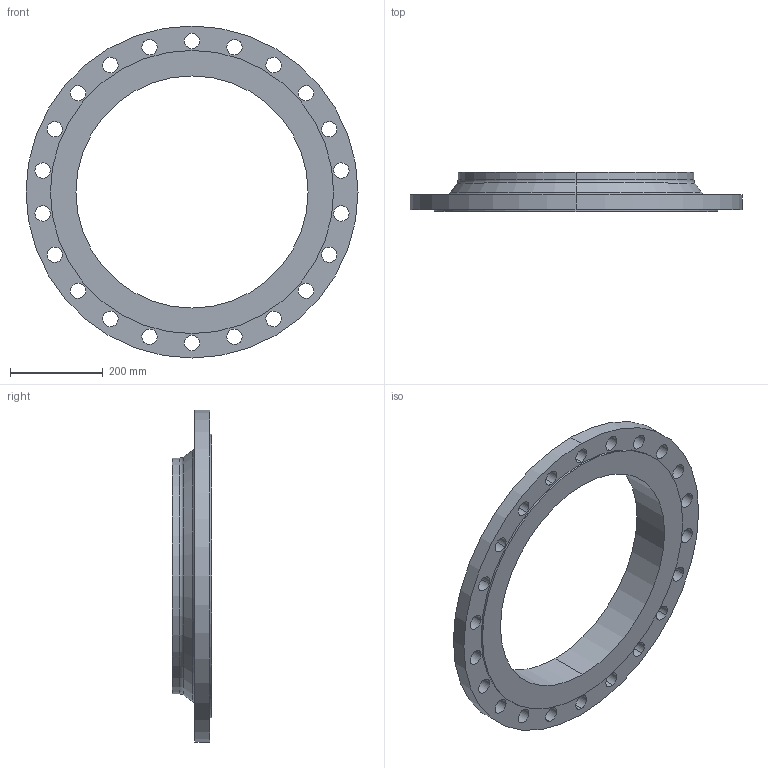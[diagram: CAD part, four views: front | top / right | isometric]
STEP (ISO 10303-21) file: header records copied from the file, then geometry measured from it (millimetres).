
FILE_DESCRIPTION (( 'STEP AP203' ), '1' );
FILE_NAME ('3D_R286-PN16_DN500_176336890_176338370.STEP', '2024-07-05T13:31:22', ( '' ), ( '' ), 'SwSTEP 2.0', 'SolidWorks 2024', '' );
FILE_SCHEMA (( 'CONFIG_CONTROL_DESIGN' ));
Length unit declared in the file: millimetre
Products named in the file (1): 3D_R286-PN16_DN500_176336890_176338370
Bounding box: 715 x 84 x 715 mm (x, y, z)
Volume: 7124414.5 mm3; surface area: 710943.1 mm2
Topology: 1 solids, 1 shells, 62 faces, 168 edges, 110 vertices
Faces by surface type: cylinder 52, torus 4, plane 4, cone 2
Entity records: 2187 total; most frequent: DIRECTION 408, CARTESIAN_POINT 341, ORIENTED_EDGE 336, AXIS2_PLACEMENT_3D 177, EDGE_CURVE 168, CIRCLE 114, EDGE_LOOP 110, VERTEX_POINT 110
